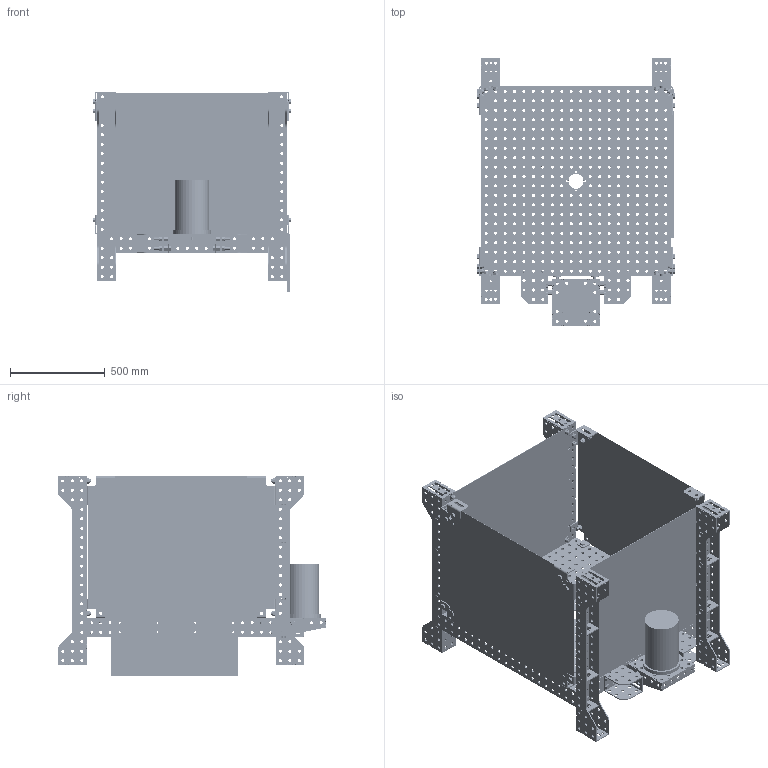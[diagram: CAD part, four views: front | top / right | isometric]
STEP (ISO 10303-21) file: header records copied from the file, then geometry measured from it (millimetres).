
FILE_DESCRIPTION(/* description */ (''),/* implementation_level */ '2;1');
FILE_NAME(/* name */ 'HE Assembly.step',/* time_stamp */ '2024-05-09T15:54:45+01:00',/* author */ (''),/* organization */ (''),/* preprocessor_version */ 'ST-DEVELOPER v20',/* originating_system */ 'Autodesk Translation Framework v12.20.1.177',/* authorisation */ '');
FILE_SCHEMA (('AUTOMOTIVE_DESIGN { 1 0 10303 214 3 1 1 }'));
Products named in the file (42): HE Assembly; HE-01; Pluto_Mills_Logo_SVG; HE-02; 250x250x100 VICE TOP; Part3^250x250x100 MidiPRO Vice Ext; Part2^250x250x100 MidiPRO Vice Ext; Part4^250x250x100 MidiPRO Vice Ext; HE-03; HE-03_1; HE-03_2; HE-03_3; 1000x100x50 - U Support - Front Plate - 1no.; 1000x100x50 - U Support - Side Frame; 1000x100x50 - U Support - Bottom Top Plates v2 - 1no.; Part4^U Support - 1000mm x 100mm x 50mm; 1000x100x50 - U Support - Bottom Top Plates - 2no.; HE-04; Motor_Base_Plate; HE-03 Off Cut; HE-03 Off Cut_1; 1000x100x50 - U Support - Front Plate - 1no._1; 1000x100x50 - U Support - Side Frame_1; 1000x100x50 - U Support - Bottom Top Plates v2 - 1no._1; Part4^U Support - 1000mm x 100mm x 50mm_1; 1000x100x50 - U Support - Bottom Top Plates - 2no._1; HE-14; HE-17; HE-16; HE-12; HE-10; HE-11; Electrics board; HE-15; HE-10 v1(Mirror); HE-12 v1(Mirror); HE-11 v1(Mirror); HE-09; Motor; HE-08 ...
Assembly tree (216 placements, depth 3):
  HE Assembly
    HE-01
      Pluto_Mills_Logo_SVG
    HE-02
      250x250x100 VICE TOP
      Part2^250x250x100 MidiPRO Vice Ext  x2
      Part3^250x250x100 MidiPRO Vice Ext
      Part4^250x250x100 MidiPRO Vice Ext
    HE-03
      1000x100x50 - U Support - Front Plate - 1no.
      1000x100x50 - U Support - Side Frame  x2
      1000x100x50 - U Support - Bottom Top Plates v2 - 1no.
      Part4^U Support - 1000mm x 100mm x 50mm  x4
      1000x100x50 - U Support - Bottom Top Plates - 2no.
    HE-03_1
      1000x100x50 - U Support - Front Plate - 1no.
      1000x100x50 - U Support - Side Frame  x2
      1000x100x50 - U Support - Bottom Top Plates v2 - 1no.
      Part4^U Support - 1000mm x 100mm x 50mm  x4
      1000x100x50 - U Support - Bottom Top Plates - 2no.
    HE-03_2
      1000x100x50 - U Support - Front Plate - 1no.
      1000x100x50 - U Support - Side Frame  x2
      1000x100x50 - U Support - Bottom Top Plates v2 - 1no.
      Part4^U Support - 1000mm x 100mm x 50mm  x4
      1000x100x50 - U Support - Bottom Top Plates - 2no.
    HE-03_3
      1000x100x50 - U Support - Front Plate - 1no.
      1000x100x50 - U Support - Side Frame  x2
      1000x100x50 - U Support - Bottom Top Plates v2 - 1no.
      Part4^U Support - 1000mm x 100mm x 50mm  x4
      1000x100x50 - U Support - Bottom Top Plates - 2no.
    HE-04
      Motor_Base_Plate
    HE-03 Off Cut
      1000x100x50 - U Support - Front Plate - 1no._1
      1000x100x50 - U Support - Side Frame_1  x2
      1000x100x50 - U Support - Bottom Top Plates v2 - 1no._1
      Part4^U Support - 1000mm x 100mm x 50mm_1  x4
      1000x100x50 - U Support - Bottom Top Plates - 2no._1
    HE-03 Off Cut_1
      1000x100x50 - U Support - Front Plate - 1no._1
      1000x100x50 - U Support - Side Frame_1  x2
      1000x100x50 - U Support - Bottom Top Plates v2 - 1no._1
      Part4^U Support - 1000mm x 100mm x 50mm_1  x4
      1000x100x50 - U Support - Bottom Top Plates - 2no._1
    HE-14  x4
    HE-16  x18
    HE-06  x52
    HE-17  x2
    HE-08  x3
    HE-05  x45
    HE-10  x2
    HE-12
    HE-11  x2
    Electrics board
    HE-15  x8
    HE-10 v1(Mirror)  x2
    HE-12 v1(Mirror)
    HE-11 v1(Mirror)  x2
Bounding box: 1050.58 x 1415 x 1055.08 mm (x, y, z)
Volume: 33332348.4 mm3; surface area: 13002839.2 mm2
Topology: 197 solids, 197 shells, 8830 faces, 24688 edges, 16312 vertices
Faces by surface type: cylinder 4396, plane 4046, bspline 336, torus 52
Full cylindrical faces by diameter (mm): 10 x8, 11 x4, 12 x12, 14.023 x60, 15.822 x52, 16 x576, 16.16 x557, 17 x20, 24 x53, 30 x18, 40 x2, 80 x1, 130 x3, 180 x1, 200 x1
Entity records: 86345 total; most frequent: DIRECTION 15116, CARTESIAN_POINT 14815, ORIENTED_EDGE 13918, EDGE_CURVE 6959, AXIS2_PLACEMENT_3D 5673, VERTEX_POINT 4616, EDGE_LOOP 3975, LINE 3770
